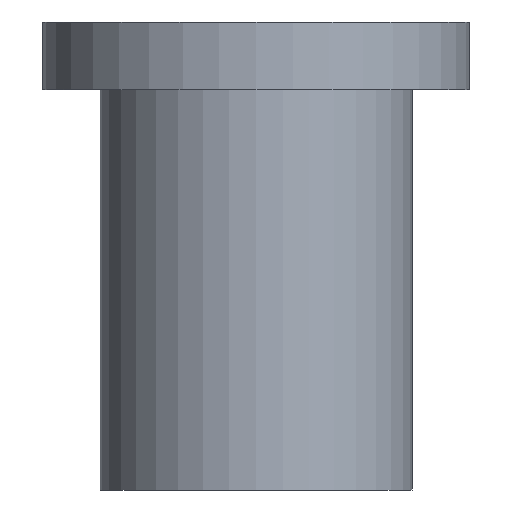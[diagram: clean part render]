
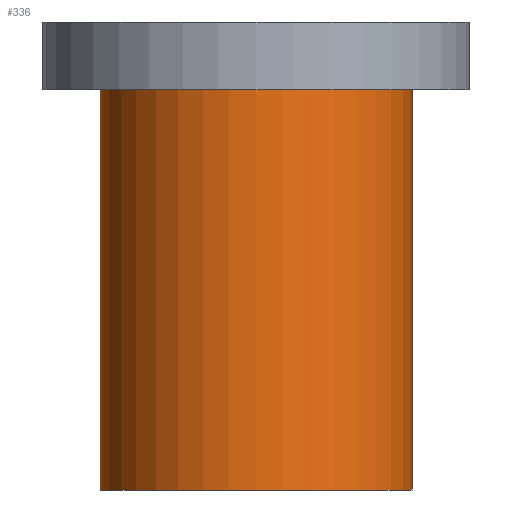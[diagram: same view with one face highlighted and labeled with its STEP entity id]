
A CAD part, front view. The second image highlights one B-rep face of the part: STEP entity #336.
In plain terms, the highlighted cylindrical face has radius 30 mm (diameter 60 mm), a partial arc.
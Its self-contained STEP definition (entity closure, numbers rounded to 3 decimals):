
#105 = DIRECTION ( 'NONE',  ( 1., 0., 0. ) ) ;
#232 = CARTESIAN_POINT ( 'NONE',  ( 30., 0., -90. ) ) ;
#260 = AXIS2_PLACEMENT_3D ( 'NONE', #867, #1619, #105 ) ;
#336 = ADVANCED_FACE ( 'NONE', ( #1691 ), #694, .T. ) ;
#365 = EDGE_LOOP ( 'NONE', ( #1048, #758, #612, #1637 ) ) ;
#406 = DIRECTION ( 'NONE',  ( 1., 0., 0. ) ) ;
#411 = EDGE_CURVE ( 'NONE', #776, #1701, #1854, .T. ) ;
#543 = CARTESIAN_POINT ( 'NONE',  ( -30., 0., -90. ) ) ;
#580 = DIRECTION ( 'NONE',  ( 1., 0., 0. ) ) ;
#612 = ORIENTED_EDGE ( 'NONE', *, *, #411, .T. ) ;
#655 = AXIS2_PLACEMENT_3D ( 'NONE', #1045, #1657, #406 ) ;
#694 = CYLINDRICAL_SURFACE ( 'NONE', #260, 30. ) ;
#726 = CARTESIAN_POINT ( 'NONE',  ( 0., 0., -13. ) ) ;
#745 = CIRCLE ( 'NONE', #655, 30. ) ;
#758 = ORIENTED_EDGE ( 'NONE', *, *, #955, .T. ) ;
#776 = VERTEX_POINT ( 'NONE', #232 ) ;
#793 = EDGE_CURVE ( 'NONE', #923, #1701, #833, .T. ) ;
#798 = AXIS2_PLACEMENT_3D ( 'NONE', #726, #1188, #580 ) ;
#833 = CIRCLE ( 'NONE', #798, 30. ) ;
#852 = CARTESIAN_POINT ( 'NONE',  ( 30., 0., -13. ) ) ;
#867 = CARTESIAN_POINT ( 'NONE',  ( 0., 0., 16.297 ) ) ;
#890 = CARTESIAN_POINT ( 'NONE',  ( -30., 0., -13. ) ) ;
#923 = VERTEX_POINT ( 'NONE', #890 ) ;
#955 = EDGE_CURVE ( 'NONE', #1826, #776, #745, .T. ) ;
#1003 = LINE ( 'NONE', #1199, #1852 ) ;
#1041 = EDGE_CURVE ( 'NONE', #1826, #923, #1003, .T. ) ;
#1045 = CARTESIAN_POINT ( 'NONE',  ( 0., 0., -90. ) ) ;
#1048 = ORIENTED_EDGE ( 'NONE', *, *, #1041, .F. ) ;
#1059 = VECTOR ( 'NONE', #1258, 1000. ) ;
#1188 = DIRECTION ( 'NONE',  ( 0., 0., 1. ) ) ;
#1199 = CARTESIAN_POINT ( 'NONE',  ( -30., 0., 16.297 ) ) ;
#1202 = DIRECTION ( 'NONE',  ( 0., 0., 1. ) ) ;
#1258 = DIRECTION ( 'NONE',  ( 0., 0., 1. ) ) ;
#1619 = DIRECTION ( 'NONE',  ( 0., 0., 1. ) ) ;
#1637 = ORIENTED_EDGE ( 'NONE', *, *, #793, .F. ) ;
#1657 = DIRECTION ( 'NONE',  ( 0., 0., 1. ) ) ;
#1691 = FACE_OUTER_BOUND ( 'NONE', #365, .T. ) ;
#1701 = VERTEX_POINT ( 'NONE', #852 ) ;
#1826 = VERTEX_POINT ( 'NONE', #543 ) ;
#1852 = VECTOR ( 'NONE', #1202, 1000. ) ;
#1854 = LINE ( 'NONE', #1858, #1059 ) ;
#1858 = CARTESIAN_POINT ( 'NONE',  ( 30., 0., 16.297 ) ) ;
